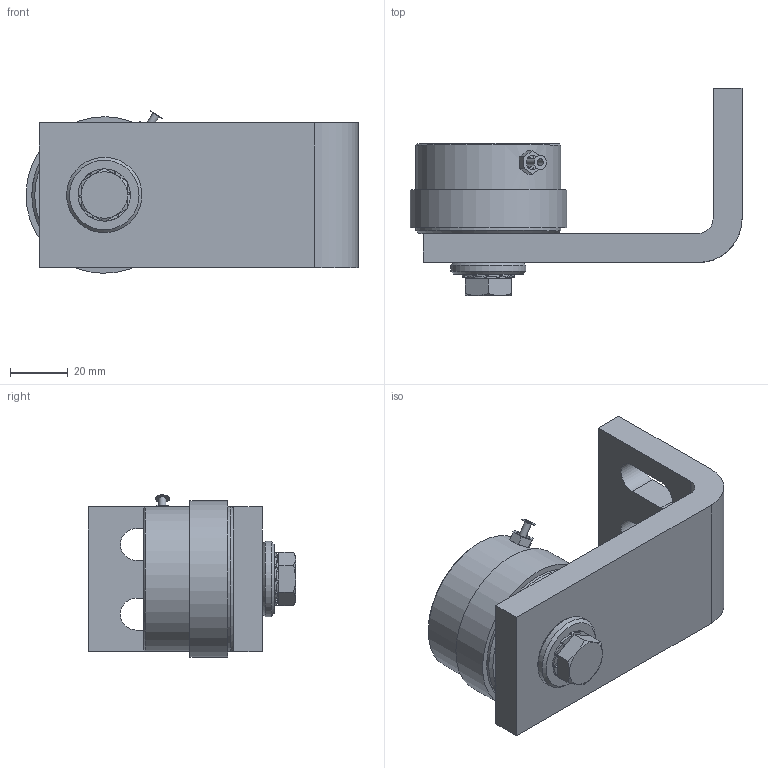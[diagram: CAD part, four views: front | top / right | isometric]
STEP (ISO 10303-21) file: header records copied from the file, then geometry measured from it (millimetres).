
FILE_DESCRIPTION(/* description */ (''),/* implementation_level */ '2;1');
FILE_NAME(/* name */ '25052-BAS.stp',/* time_stamp */ '2019-08-05T14:28:30+02:00',/* author */ ('LIONEL'),/* organization */ (''),/* preprocessor_version */ 'ST-DEVELOPER v17.2',/* originating_system */ 'Autodesk Inventor 2019',/* authorisation */ '');
FILE_SCHEMA (('AUTOMOTIVE_DESIGN { 1 0 10303 214 3 1 1 }'));
Length unit declared in the file: millimetre
Products named in the file (11): 25052-BAS; 25052-3; 25052-BAS-1; 25052-1; 25052-2; 25052-4; 25052-5; ISO 355 - 2FB  - 15 x 42 x 14.25; 25040V-HAUT5; ISO 4017 - M10 x 25; rondelle AZ10
Assembly tree (10 placements, depth 3):
  25052-BAS
    25052-3
    25052-BAS-1
      25052-1
      25052-2
      25052-4
      25052-5
      ISO 355 - 2FB  - 15 x 42 x 14.25
      25040V-HAUT5
      ISO 4017 - M10 x 25
      rondelle AZ10
Bounding box: 114.49 x 71.4 x 56.05 mm (x, y, z)
Volume: 131372.7 mm3; surface area: 51726.5 mm2
Topology: 9 solids, 10 shells, 203 faces, 543 edges, 352 vertices
Faces by surface type: plane 112, cone 53, cylinder 31, torus 5, bspline 2
Full cylindrical faces by diameter (mm): 2.459 x1, 4.134 x1, 6 x1, 8.376 x1, 10 x1, 10.2 x1, 10.5 x1, 14.63 x1, 15 x1, 16.9 x1, 18 x1, 22.446 x1, 24.736 x1, 26 x1, 35 x1, 40 x1, 42 x1, 44 x1, 50 x4, 54 x1
Entity records: 9829 total; most frequent: CARTESIAN_POINT 4209, DIRECTION 1197, ORIENTED_EDGE 1052, EDGE_CURVE 526, AXIS2_PLACEMENT_3D 501, VERTEX_POINT 339, EDGE_LOOP 231, FACE_OUTER_BOUND 203
